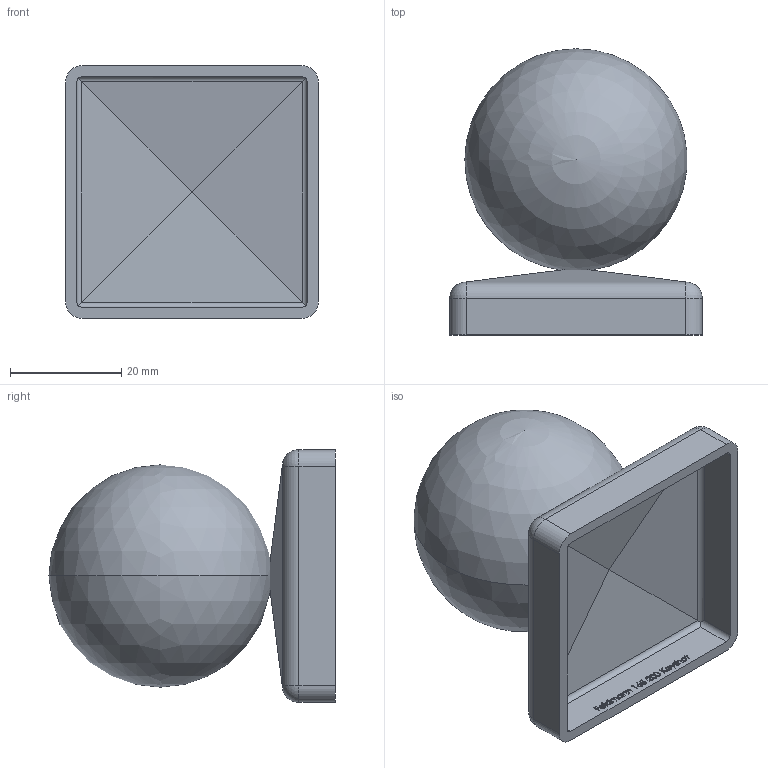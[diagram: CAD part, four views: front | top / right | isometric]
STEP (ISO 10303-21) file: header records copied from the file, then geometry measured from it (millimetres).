
FILE_DESCRIPTION (( 'STEP AP203' ), '1' );
FILE_NAME ('165-40-K.step', '2019-09-04T06:22:10', ( '' ), ( '' ), 'SwSTEP 2.0', 'SolidWorks 2015', '' );
FILE_SCHEMA (( 'CONFIG_CONTROL_DESIGN' ));
Length unit declared in the file: millimetre
Products named in the file (1): 165-40-K
Bounding box: 45.5 x 51.5 x 45.5 mm (x, y, z)
Volume: 17465 mm3; surface area: 15596.6 mm2
Topology: 1 solids, 2 shells, 334 faces, 885 edges, 582 vertices
Faces by surface type: plane 170, bspline 132, cylinder 24, sphere 8
Entity records: 17024 total; most frequent: CARTESIAN_POINT 9658, ORIENTED_EDGE 1750, DIRECTION 1031, EDGE_CURVE 875, VERTEX_POINT 576, LINE 557, VECTOR 557, EDGE_LOOP 365
